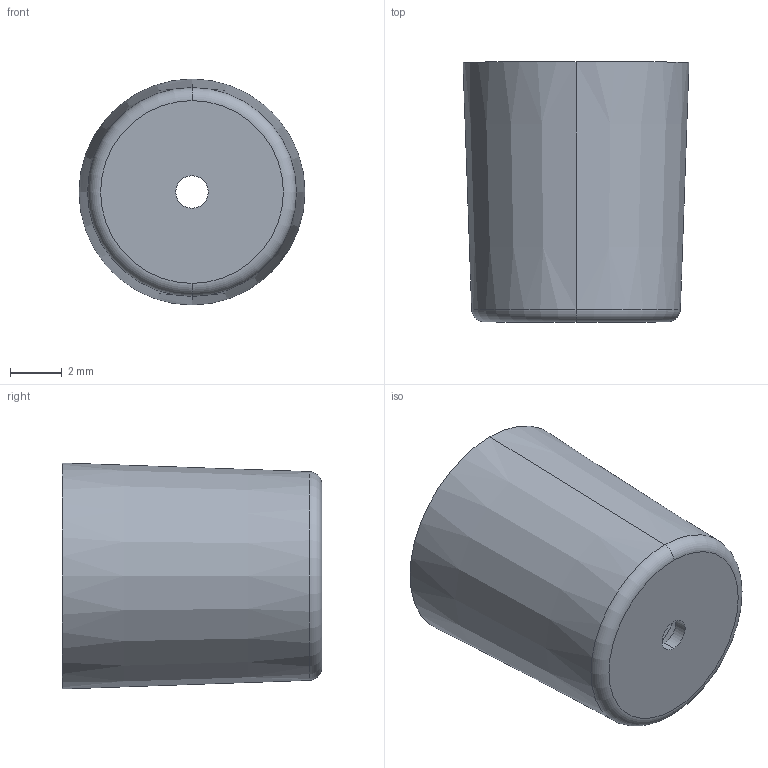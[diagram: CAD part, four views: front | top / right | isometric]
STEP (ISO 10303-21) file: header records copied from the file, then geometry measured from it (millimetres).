
FILE_DESCRIPTION (( 'STEP AP214' ), '1' );
FILE_NAME ('250uL_reservoir_2023_07_28.STEP', '2023-07-28T05:38:53', ( '' ), ( '' ), 'SwSTEP 2.0', 'SolidWorks 2021', '' );
FILE_SCHEMA (( 'AUTOMOTIVE_DESIGN' ));
Length unit declared in the file: millimetre
Products named in the file (1): 250uL_reservoir_2023_07_28
Bounding box: 8.7 x 10 x 8.7 mm (x, y, z)
Volume: 275.7 mm3; surface area: 526.5 mm2
Topology: 1 solids, 1 shells, 14 faces, 28 edges, 16 vertices
Faces by surface type: cone 6, bspline 2, torus 2, cylinder 2, plane 2
Entity records: 446 total; most frequent: CARTESIAN_POINT 115, DIRECTION 70, ORIENTED_EDGE 56, AXIS2_PLACEMENT_3D 31, EDGE_CURVE 28, CIRCLE 18, EDGE_LOOP 16, VERTEX_POINT 16
